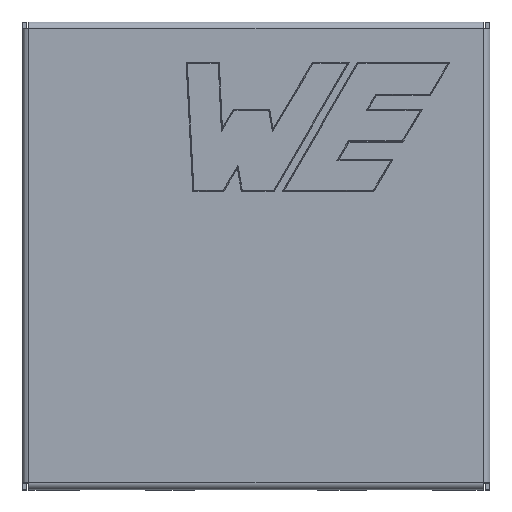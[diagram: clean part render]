
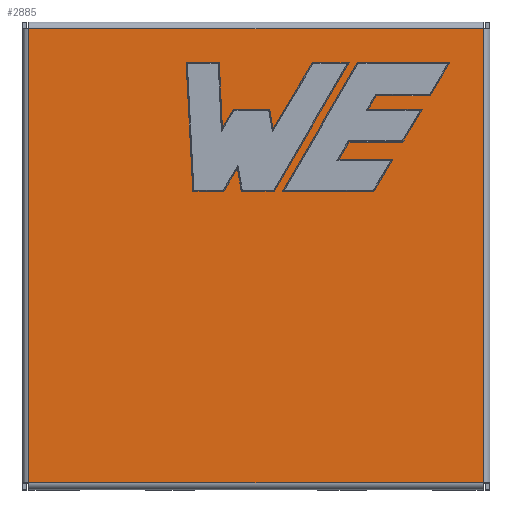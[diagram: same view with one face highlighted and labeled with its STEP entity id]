
A CAD part, top view. The second image highlights one B-rep face of the part: STEP entity #2885.
In plain terms, the highlighted planar face has unit normal (0, 0, 1).
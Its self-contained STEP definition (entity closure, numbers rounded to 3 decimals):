
#593=ORIENTED_EDGE('',*,*,#1309,.T.);
#594=ORIENTED_EDGE('',*,*,#1308,.F.);
#595=ORIENTED_EDGE('',*,*,#1310,.F.);
#596=ORIENTED_EDGE('',*,*,#1311,.T.);
#597=ORIENTED_EDGE('',*,*,#1148,.F.);
#598=ORIENTED_EDGE('',*,*,#1158,.F.);
#599=ORIENTED_EDGE('',*,*,#1160,.F.);
#600=ORIENTED_EDGE('',*,*,#1152,.F.);
#601=ORIENTED_EDGE('',*,*,#1142,.F.);
#602=ORIENTED_EDGE('',*,*,#1132,.F.);
#603=ORIENTED_EDGE('',*,*,#1122,.F.);
#604=ORIENTED_EDGE('',*,*,#1113,.F.);
#605=ORIENTED_EDGE('',*,*,#1108,.F.);
#606=ORIENTED_EDGE('',*,*,#1118,.F.);
#607=ORIENTED_EDGE('',*,*,#1128,.F.);
#608=ORIENTED_EDGE('',*,*,#1138,.F.);
#609=ORIENTED_EDGE('',*,*,#1077,.F.);
#610=ORIENTED_EDGE('',*,*,#1067,.F.);
#611=ORIENTED_EDGE('',*,*,#1057,.F.);
#612=ORIENTED_EDGE('',*,*,#1048,.F.);
#613=ORIENTED_EDGE('',*,*,#1043,.F.);
#614=ORIENTED_EDGE('',*,*,#1053,.F.);
#615=ORIENTED_EDGE('',*,*,#1063,.F.);
#616=ORIENTED_EDGE('',*,*,#1073,.F.);
#617=ORIENTED_EDGE('',*,*,#1083,.F.);
#618=ORIENTED_EDGE('',*,*,#1093,.F.);
#619=ORIENTED_EDGE('',*,*,#1103,.F.);
#620=ORIENTED_EDGE('',*,*,#1097,.F.);
#621=ORIENTED_EDGE('',*,*,#1087,.F.);
#1043=EDGE_CURVE('',#1467,#1469,#1735,.T.);
#1048=EDGE_CURVE('',#1469,#1472,#1740,.T.);
#1053=EDGE_CURVE('',#1476,#1467,#1745,.T.);
#1057=EDGE_CURVE('',#1472,#1478,#1749,.T.);
#1063=EDGE_CURVE('',#1482,#1476,#1755,.T.);
#1067=EDGE_CURVE('',#1478,#1484,#1759,.T.);
#1073=EDGE_CURVE('',#1488,#1482,#1765,.T.);
#1077=EDGE_CURVE('',#1484,#1490,#1769,.T.);
#1083=EDGE_CURVE('',#1494,#1488,#1775,.T.);
#1087=EDGE_CURVE('',#1490,#1496,#1779,.T.);
#1093=EDGE_CURVE('',#1500,#1494,#1785,.T.);
#1097=EDGE_CURVE('',#1496,#1502,#1789,.T.);
#1103=EDGE_CURVE('',#1502,#1500,#1795,.T.);
#1108=EDGE_CURVE('',#1506,#1508,#1800,.T.);
#1113=EDGE_CURVE('',#1508,#1511,#1805,.T.);
#1118=EDGE_CURVE('',#1514,#1506,#1810,.T.);
#1122=EDGE_CURVE('',#1511,#1516,#1814,.T.);
#1128=EDGE_CURVE('',#1520,#1514,#1820,.T.);
#1132=EDGE_CURVE('',#1516,#1523,#1824,.T.);
#1138=EDGE_CURVE('',#1526,#1520,#1830,.T.);
#1142=EDGE_CURVE('',#1523,#1528,#1834,.T.);
#1148=EDGE_CURVE('',#1532,#1526,#1840,.T.);
#1152=EDGE_CURVE('',#1528,#1534,#1844,.T.);
#1158=EDGE_CURVE('',#1538,#1532,#1850,.T.);
#1160=EDGE_CURVE('',#1534,#1538,#1852,.T.);
#1308=EDGE_CURVE('',#1639,#1656,#1953,.T.);
#1309=EDGE_CURVE('',#1641,#1656,#1954,.T.);
#1310=EDGE_CURVE('',#1644,#1639,#1955,.T.);
#1311=EDGE_CURVE('',#1644,#1641,#1956,.T.);
#1467=VERTEX_POINT('',#4114);
#1469=VERTEX_POINT('',#4117);
#1472=VERTEX_POINT('',#4124);
#1476=VERTEX_POINT('',#4136);
#1478=VERTEX_POINT('',#4142);
#1482=VERTEX_POINT('',#4156);
#1484=VERTEX_POINT('',#4162);
#1488=VERTEX_POINT('',#4176);
#1490=VERTEX_POINT('',#4182);
#1494=VERTEX_POINT('',#4196);
#1496=VERTEX_POINT('',#4202);
#1500=VERTEX_POINT('',#4216);
#1502=VERTEX_POINT('',#4222);
#1506=VERTEX_POINT('',#4244);
#1508=VERTEX_POINT('',#4247);
#1511=VERTEX_POINT('',#4254);
#1514=VERTEX_POINT('',#4265);
#1516=VERTEX_POINT('',#4271);
#1520=VERTEX_POINT('',#4285);
#1523=VERTEX_POINT('',#4292);
#1526=VERTEX_POINT('',#4305);
#1528=VERTEX_POINT('',#4311);
#1532=VERTEX_POINT('',#4325);
#1534=VERTEX_POINT('',#4331);
#1538=VERTEX_POINT('',#4345);
#1639=VERTEX_POINT('',#4611);
#1641=VERTEX_POINT('',#4617);
#1644=VERTEX_POINT('',#4624);
#1656=VERTEX_POINT('',#4658);
#1735=LINE('',#4116,#2048);
#1740=LINE('',#4126,#2053);
#1745=LINE('',#4137,#2058);
#1749=LINE('',#4144,#2062);
#1755=LINE('',#4157,#2068);
#1759=LINE('',#4164,#2072);
#1765=LINE('',#4177,#2078);
#1769=LINE('',#4184,#2082);
#1775=LINE('',#4197,#2088);
#1779=LINE('',#4204,#2092);
#1785=LINE('',#4217,#2098);
#1789=LINE('',#4224,#2102);
#1795=LINE('',#4235,#2108);
#1800=LINE('',#4246,#2113);
#1805=LINE('',#4256,#2118);
#1810=LINE('',#4267,#2123);
#1814=LINE('',#4274,#2127);
#1820=LINE('',#4287,#2133);
#1824=LINE('',#4294,#2137);
#1830=LINE('',#4307,#2143);
#1834=LINE('',#4314,#2147);
#1840=LINE('',#4327,#2153);
#1844=LINE('',#4334,#2157);
#1850=LINE('',#4347,#2163);
#1852=LINE('',#4350,#2165);
#1953=LINE('',#4659,#2266);
#1954=LINE('',#4661,#2267);
#1955=LINE('',#4662,#2268);
#1956=LINE('',#4663,#2269);
#2048=VECTOR('',#3251,1000.);
#2053=VECTOR('',#3258,1000.);
#2058=VECTOR('',#3267,1000.);
#2062=VECTOR('',#3273,1000.);
#2068=VECTOR('',#3285,1000.);
#2072=VECTOR('',#3291,1000.);
#2078=VECTOR('',#3303,1000.);
#2082=VECTOR('',#3309,1000.);
#2088=VECTOR('',#3321,1000.);
#2092=VECTOR('',#3327,1000.);
#2098=VECTOR('',#3339,1000.);
#2102=VECTOR('',#3345,1000.);
#2108=VECTOR('',#3357,1000.);
#2113=VECTOR('',#3368,1000.);
#2118=VECTOR('',#3375,1000.);
#2123=VECTOR('',#3384,1000.);
#2127=VECTOR('',#3390,1000.);
#2133=VECTOR('',#3402,1000.);
#2137=VECTOR('',#3408,1000.);
#2143=VECTOR('',#3420,1000.);
#2147=VECTOR('',#3426,1000.);
#2153=VECTOR('',#3438,1000.);
#2157=VECTOR('',#3444,1000.);
#2163=VECTOR('',#3456,1000.);
#2165=VECTOR('',#3460,1000.);
#2266=VECTOR('',#3743,1000.);
#2267=VECTOR('',#3746,1000.);
#2268=VECTOR('',#3747,1000.);
#2269=VECTOR('',#3748,1000.);
#2451=EDGE_LOOP('',(#593,#594,#595,#596));
#2452=EDGE_LOOP('',(#597,#598,#599,#600,#601,#602,#603,#604,#605,#606,#607,
#608));
#2453=EDGE_LOOP('',(#609,#610,#611,#612,#613,#614,#615,#616,#617,#618,#619,
#620,#621));
#2615=FACE_BOUND('',#2451,.T.);
#2616=FACE_BOUND('',#2452,.T.);
#2617=FACE_BOUND('',#2453,.T.);
#2762=PLANE('',#3109);
#2885=ADVANCED_FACE('',(#2615,#2616,#2617),#2762,.F.);
#3109=AXIS2_PLACEMENT_3D('',#4660,#3744,#3745);
#3251=DIRECTION('',(-1.,0.,0.));
#3258=DIRECTION('',(-0.512,-0.859,0.));
#3267=DIRECTION('',(-0.171,0.985,0.));
#3273=DIRECTION('',(-0.047,0.999,0.));
#3285=DIRECTION('',(-0.512,-0.859,0.));
#3291=DIRECTION('',(-1.,0.,0.));
#3303=DIRECTION('',(-1.,0.,0.));
#3309=DIRECTION('',(0.052,-0.999,0.));
#3321=DIRECTION('',(0.504,0.864,0.));
#3327=DIRECTION('',(1.,0.,0.));
#3339=DIRECTION('',(1.,0.,0.));
#3345=DIRECTION('',(0.512,0.859,0.));
#3357=DIRECTION('',(0.171,-0.985,0.));
#3368=DIRECTION('',(-1.,0.,0.));
#3375=DIRECTION('',(-0.504,-0.864,0.));
#3384=DIRECTION('',(0.507,0.862,0.));
#3390=DIRECTION('',(1.,0.,0.));
#3402=DIRECTION('',(1.,0.,0.));
#3408=DIRECTION('',(0.507,0.862,0.));
#3420=DIRECTION('',(0.507,0.862,0.));
#3426=DIRECTION('',(-1.,0.,0.));
#3438=DIRECTION('',(-1.,0.,0.));
#3444=DIRECTION('',(0.507,0.862,0.));
#3456=DIRECTION('',(0.507,0.862,0.));
#3460=DIRECTION('',(1.,0.,0.));
#3743=DIRECTION('',(0.,-1.,0.));
#3744=DIRECTION('',(0.,0.,-1.));
#3745=DIRECTION('',(0.,-1.,0.));
#3746=DIRECTION('',(1.,0.,0.));
#3747=DIRECTION('',(1.,0.,0.));
#3748=DIRECTION('',(0.,-1.,0.));
#4114=CARTESIAN_POINT('',(0.597,6.396,0.2));
#4116=CARTESIAN_POINT('',(0.597,6.396,0.2));
#4117=CARTESIAN_POINT('',(-0.991,6.396,0.2));
#4124=CARTESIAN_POINT('',(-1.466,5.6,0.2));
#4126=CARTESIAN_POINT('',(-0.991,6.396,0.2));
#4136=CARTESIAN_POINT('',(0.743,5.555,0.2));
#4137=CARTESIAN_POINT('',(0.743,5.555,0.2));
#4142=CARTESIAN_POINT('',(-1.599,8.425,0.2));
#4144=CARTESIAN_POINT('',(-1.466,5.6,0.2));
#4156=CARTESIAN_POINT('',(2.454,8.425,0.2));
#4157=CARTESIAN_POINT('',(2.454,8.425,0.2));
#4162=CARTESIAN_POINT('',(-3.048,8.425,0.2));
#4164=CARTESIAN_POINT('',(-1.599,8.425,0.2));
#4176=CARTESIAN_POINT('',(4.064,8.425,0.2));
#4177=CARTESIAN_POINT('',(4.064,8.425,0.2));
#4182=CARTESIAN_POINT('',(-2.755,2.817,0.2));
#4184=CARTESIAN_POINT('',(-3.048,8.425,0.2));
#4196=CARTESIAN_POINT('',(0.795,2.817,0.2));
#4197=CARTESIAN_POINT('',(0.795,2.817,0.2));
#4202=CARTESIAN_POINT('',(-1.404,2.817,0.2));
#4204=CARTESIAN_POINT('',(-2.755,2.817,0.2));
#4216=CARTESIAN_POINT('',(-0.641,2.817,0.2));
#4217=CARTESIAN_POINT('',(-0.641,2.817,0.2));
#4222=CARTESIAN_POINT('',(-0.813,3.809,0.2));
#4224=CARTESIAN_POINT('',(-1.404,2.817,0.2));
#4235=CARTESIAN_POINT('',(-0.813,3.809,0.2));
#4244=CARTESIAN_POINT('',(8.444,8.425,0.2));
#4246=CARTESIAN_POINT('',(8.444,8.425,0.2));
#4247=CARTESIAN_POINT('',(4.415,8.425,0.2));
#4254=CARTESIAN_POINT('',(1.147,2.817,0.2));
#4256=CARTESIAN_POINT('',(4.415,8.425,0.2));
#4265=CARTESIAN_POINT('',(7.6,6.992,0.2));
#4267=CARTESIAN_POINT('',(7.6,6.992,0.2));
#4271=CARTESIAN_POINT('',(5.143,2.817,0.2));
#4274=CARTESIAN_POINT('',(1.147,2.817,0.2));
#4285=CARTESIAN_POINT('',(5.247,6.992,0.2));
#4287=CARTESIAN_POINT('',(5.247,6.992,0.2));
#4292=CARTESIAN_POINT('',(5.97,4.222,0.2));
#4294=CARTESIAN_POINT('',(5.143,2.817,0.2));
#4305=CARTESIAN_POINT('',(4.896,6.396,0.2));
#4307=CARTESIAN_POINT('',(4.896,6.396,0.2));
#4311=CARTESIAN_POINT('',(3.617,4.222,0.2));
#4314=CARTESIAN_POINT('',(5.97,4.222,0.2));
#4325=CARTESIAN_POINT('',(7.25,6.396,0.2));
#4327=CARTESIAN_POINT('',(7.25,6.396,0.2));
#4331=CARTESIAN_POINT('',(4.054,4.965,0.2));
#4334=CARTESIAN_POINT('',(3.617,4.222,0.2));
#4345=CARTESIAN_POINT('',(6.407,4.965,0.2));
#4347=CARTESIAN_POINT('',(6.407,4.965,0.2));
#4350=CARTESIAN_POINT('',(4.054,4.965,0.2));
#4611=CARTESIAN_POINT('',(9.9,9.9,0.2));
#4617=CARTESIAN_POINT('',(-9.9,-9.9,0.2));
#4624=CARTESIAN_POINT('',(-9.9,9.9,0.2));
#4658=CARTESIAN_POINT('',(9.9,-9.9,0.2));
#4659=CARTESIAN_POINT('',(9.9,9.9,0.2));
#4660=CARTESIAN_POINT('',(-9.9,9.9,0.2));
#4661=CARTESIAN_POINT('',(-9.9,-9.9,0.2));
#4662=CARTESIAN_POINT('',(-9.9,9.9,0.2));
#4663=CARTESIAN_POINT('',(-9.9,9.9,0.2));
